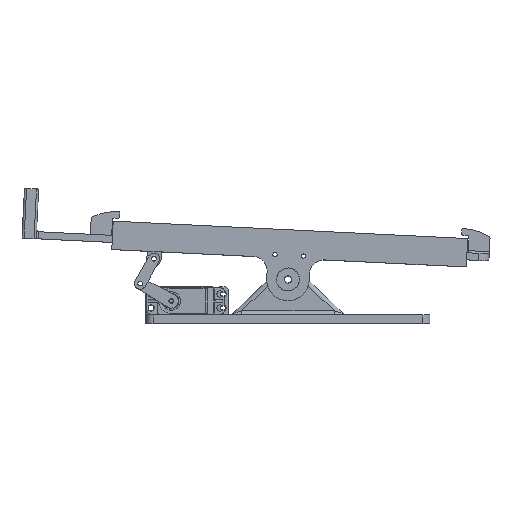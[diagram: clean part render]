
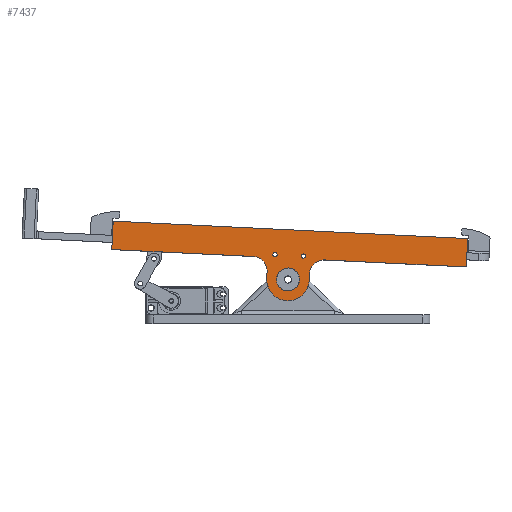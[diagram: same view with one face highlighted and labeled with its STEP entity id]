
A CAD part, top view. The second image highlights one B-rep face of the part: STEP entity #7437.
In plain terms, the highlighted face is planar.
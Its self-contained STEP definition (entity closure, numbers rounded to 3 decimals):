
#575 = DIRECTION ( 'NONE',  ( 0., 1., 0. ) ) ;
#598 = CARTESIAN_POINT ( 'NONE',  ( 30., -23.1, 125. ) ) ;
#760 = CARTESIAN_POINT ( 'NONE',  ( 30., 2., 116.5 ) ) ;
#974 = CIRCLE ( 'NONE', #17387, 10. ) ;
#1079 = EDGE_CURVE ( 'NONE', #7809, #21801, #15725, .T. ) ;
#1090 = VERTEX_POINT ( 'NONE', #2593 ) ;
#1586 = EDGE_CURVE ( 'NONE', #20751, #21801, #4060, .T. ) ;
#1653 = AXIS2_PLACEMENT_3D ( 'NONE', #3745, #9007, #5067 ) ;
#1973 = CARTESIAN_POINT ( 'NONE',  ( 30., 0., 250. ) ) ;
#2195 = EDGE_CURVE ( 'NONE', #21584, #21648, #16901, .T. ) ;
#2230 = EDGE_CURVE ( 'NONE', #15097, #11902, #8893, .T. ) ;
#2395 = AXIS2_PLACEMENT_3D ( 'NONE', #11104, #7539, #14814 ) ;
#2491 = DIRECTION ( 'NONE',  ( 0., 0., 1. ) ) ;
#2593 = CARTESIAN_POINT ( 'NONE',  ( 30., 0., 250. ) ) ;
#2819 = ORIENTED_EDGE ( 'NONE', *, *, #7536, .F. ) ;
#3367 = VERTEX_POINT ( 'NONE', #18544 ) ;
#3511 = DIRECTION ( 'NONE',  ( 0., -1., 0. ) ) ;
#3575 = FACE_BOUND ( 'NONE', #5517, .T. ) ;
#3603 = DIRECTION ( 'NONE',  ( 1., 0., 0. ) ) ;
#3745 = CARTESIAN_POINT ( 'NONE',  ( 30., 2., 135. ) ) ;
#3915 = LINE ( 'NONE', #13108, #8897 ) ;
#4060 = LINE ( 'NONE', #16838, #19405 ) ;
#4068 = CARTESIAN_POINT ( 'NONE',  ( 30., -15., 125. ) ) ;
#4330 = VECTOR ( 'NONE', #10295, 1000. ) ;
#4408 = ORIENTED_EDGE ( 'NONE', *, *, #19415, .T. ) ;
#5064 = CARTESIAN_POINT ( 'NONE',  ( 30., -6.9, 125. ) ) ;
#5067 = DIRECTION ( 'NONE',  ( 0., 0., 1. ) ) ;
#5253 = ORIENTED_EDGE ( 'NONE', *, *, #9047, .F. ) ;
#5300 = LINE ( 'NONE', #7097, #11193 ) ;
#5349 = FACE_OUTER_BOUND ( 'NONE', #9919, .T. ) ;
#5362 = CIRCLE ( 'NONE', #22564, 15. ) ;
#5517 = EDGE_LOOP ( 'NONE', ( #6456, #2819 ) ) ;
#5592 = CARTESIAN_POINT ( 'NONE',  ( 30., 0., 250. ) ) ;
#5888 = CARTESIAN_POINT ( 'NONE',  ( 30., -10., 110. ) ) ;
#6339 = CARTESIAN_POINT ( 'NONE',  ( 30., -10., 100. ) ) ;
#6371 = CARTESIAN_POINT ( 'NONE',  ( 30., 0., 0. ) ) ;
#6456 = ORIENTED_EDGE ( 'NONE', *, *, #2195, .F. ) ;
#6566 = DIRECTION ( 'NONE',  ( 1., 0., 0. ) ) ;
#6644 = DIRECTION ( 'NONE',  ( 0., 0., -1. ) ) ;
#7075 = AXIS2_PLACEMENT_3D ( 'NONE', #5592, #19824, #11203 ) ;
#7094 = DIRECTION ( 'NONE',  ( -1., 0., 0. ) ) ;
#7097 = CARTESIAN_POINT ( 'NONE',  ( 30., -15., 140. ) ) ;
#7153 = DIRECTION ( 'NONE',  ( 0., 1., 0. ) ) ;
#7206 = DIRECTION ( 'NONE',  ( 0., 0., 1. ) ) ;
#7407 = VECTOR ( 'NONE', #6644, 1000. ) ;
#7435 = EDGE_CURVE ( 'NONE', #23465, #21696, #974, .T. ) ;
#7437 = ADVANCED_FACE ( 'NONE', ( #20075, #12980, #5349, #3575 ), #20190, .F. ) ;
#7515 = CARTESIAN_POINT ( 'NONE',  ( 30., -10., 150. ) ) ;
#7536 = EDGE_CURVE ( 'NONE', #21648, #21584, #13529, .T. ) ;
#7539 = DIRECTION ( 'NONE',  ( -1., 0., 0. ) ) ;
#7656 = ORIENTED_EDGE ( 'NONE', *, *, #12672, .T. ) ;
#7809 = VERTEX_POINT ( 'NONE', #10831 ) ;
#7959 = CARTESIAN_POINT ( 'NONE',  ( 30., 0., 250. ) ) ;
#8305 = CIRCLE ( 'NONE', #16696, 10. ) ;
#8322 = VECTOR ( 'NONE', #9500, 1000. ) ;
#8345 = EDGE_CURVE ( 'NONE', #12568, #8408, #8305, .T. ) ;
#8408 = VERTEX_POINT ( 'NONE', #16014 ) ;
#8421 = ORIENTED_EDGE ( 'NONE', *, *, #18981, .T. ) ;
#8466 = ORIENTED_EDGE ( 'NONE', *, *, #1079, .F. ) ;
#8824 = ORIENTED_EDGE ( 'NONE', *, *, #12458, .T. ) ;
#8893 = CIRCLE ( 'NONE', #2395, 1.5 ) ;
#8897 = VECTOR ( 'NONE', #11425, 1000. ) ;
#9007 = DIRECTION ( 'NONE',  ( -1., 0., 0. ) ) ;
#9047 = EDGE_CURVE ( 'NONE', #1090, #7809, #20631, .T. ) ;
#9288 = CARTESIAN_POINT ( 'NONE',  ( 30., 2., 136.5 ) ) ;
#9500 = DIRECTION ( 'NONE',  ( 0., 1., 0. ) ) ;
#9669 = VERTEX_POINT ( 'NONE', #12491 ) ;
#9797 = CARTESIAN_POINT ( 'NONE',  ( 30., -10., 140. ) ) ;
#9919 = EDGE_LOOP ( 'NONE', ( #11127, #8466, #5253, #7656, #21834, #4408, #20665, #13097, #18167, #8421 ) ) ;
#10295 = DIRECTION ( 'NONE',  ( 0., 0., -1. ) ) ;
#10430 = AXIS2_PLACEMENT_3D ( 'NONE', #19228, #21019, #2491 ) ;
#10655 = CARTESIAN_POINT ( 'NONE',  ( 30., -15., 140. ) ) ;
#10831 = CARTESIAN_POINT ( 'NONE',  ( 30., 20., 250. ) ) ;
#10944 = DIRECTION ( 'NONE',  ( 0., 0., -1. ) ) ;
#11060 = EDGE_LOOP ( 'NONE', ( #18389, #12339 ) ) ;
#11104 = CARTESIAN_POINT ( 'NONE',  ( 30., 2., 115. ) ) ;
#11127 = ORIENTED_EDGE ( 'NONE', *, *, #1586, .T. ) ;
#11153 = CIRCLE ( 'NONE', #23394, 1.5 ) ;
#11168 = CIRCLE ( 'NONE', #1653, 1.5 ) ;
#11193 = VECTOR ( 'NONE', #3511, 1000. ) ;
#11203 = DIRECTION ( 'NONE',  ( 0., -1., 0. ) ) ;
#11425 = DIRECTION ( 'NONE',  ( 0., 1., 0. ) ) ;
#11902 = VERTEX_POINT ( 'NONE', #12148 ) ;
#12148 = CARTESIAN_POINT ( 'NONE',  ( 30., 2., 113.5 ) ) ;
#12339 = ORIENTED_EDGE ( 'NONE', *, *, #18639, .T. ) ;
#12458 = EDGE_CURVE ( 'NONE', #9669, #14719, #11168, .T. ) ;
#12491 = CARTESIAN_POINT ( 'NONE',  ( 30., 2., 133.5 ) ) ;
#12568 = VERTEX_POINT ( 'NONE', #5888 ) ;
#12672 = EDGE_CURVE ( 'NONE', #1090, #23465, #17240, .T. ) ;
#12739 = CARTESIAN_POINT ( 'NONE',  ( 30., 0., 150. ) ) ;
#12760 = CARTESIAN_POINT ( 'NONE',  ( 30., 20., 0. ) ) ;
#12980 = FACE_BOUND ( 'NONE', #18147, .T. ) ;
#13097 = ORIENTED_EDGE ( 'NONE', *, *, #21958, .T. ) ;
#13108 = CARTESIAN_POINT ( 'NONE',  ( 30., -15., 110. ) ) ;
#13124 = EDGE_CURVE ( 'NONE', #21027, #3367, #5362, .T. ) ;
#13232 = CARTESIAN_POINT ( 'NONE',  ( 30., -15., 125. ) ) ;
#13375 = DIRECTION ( 'NONE',  ( -1., 0., 0. ) ) ;
#13529 = CIRCLE ( 'NONE', #16585, 8.1 ) ;
#13631 = DIRECTION ( 'NONE',  ( 0., -1., 0. ) ) ;
#13869 = VECTOR ( 'NONE', #10944, 1000. ) ;
#14719 = VERTEX_POINT ( 'NONE', #9288 ) ;
#14814 = DIRECTION ( 'NONE',  ( 0., 0., 1. ) ) ;
#15097 = VERTEX_POINT ( 'NONE', #760 ) ;
#15160 = DIRECTION ( 'NONE',  ( 1., 0., 0. ) ) ;
#15462 = CARTESIAN_POINT ( 'NONE',  ( 30., 0., 250. ) ) ;
#15658 = CARTESIAN_POINT ( 'NONE',  ( 30., -15., 125. ) ) ;
#15725 = LINE ( 'NONE', #23034, #7407 ) ;
#16014 = CARTESIAN_POINT ( 'NONE',  ( 30., 0., 100. ) ) ;
#16158 = AXIS2_PLACEMENT_3D ( 'NONE', #4068, #3603, #19979 ) ;
#16585 = AXIS2_PLACEMENT_3D ( 'NONE', #13232, #15160, #575 ) ;
#16696 = AXIS2_PLACEMENT_3D ( 'NONE', #6339, #13375, #13631 ) ;
#16838 = CARTESIAN_POINT ( 'NONE',  ( 30., 0., 0. ) ) ;
#16901 = CIRCLE ( 'NONE', #16158, 8.1 ) ;
#17107 = DIRECTION ( 'NONE',  ( 0., 1., 0. ) ) ;
#17240 = LINE ( 'NONE', #15462, #4330 ) ;
#17303 = CIRCLE ( 'NONE', #10430, 1.5 ) ;
#17387 = AXIS2_PLACEMENT_3D ( 'NONE', #7515, #21992, #7153 ) ;
#18147 = EDGE_LOOP ( 'NONE', ( #18261, #8824 ) ) ;
#18167 = ORIENTED_EDGE ( 'NONE', *, *, #8345, .T. ) ;
#18261 = ORIENTED_EDGE ( 'NONE', *, *, #22752, .T. ) ;
#18389 = ORIENTED_EDGE ( 'NONE', *, *, #2230, .T. ) ;
#18544 = CARTESIAN_POINT ( 'NONE',  ( 30., -15., 110. ) ) ;
#18639 = EDGE_CURVE ( 'NONE', #11902, #15097, #17303, .T. ) ;
#18981 = EDGE_CURVE ( 'NONE', #8408, #20751, #21960, .T. ) ;
#19228 = CARTESIAN_POINT ( 'NONE',  ( 30., 2., 115. ) ) ;
#19405 = VECTOR ( 'NONE', #22115, 1000. ) ;
#19415 = EDGE_CURVE ( 'NONE', #21696, #21027, #5300, .T. ) ;
#19824 = DIRECTION ( 'NONE',  ( -1., 0., 0. ) ) ;
#19979 = DIRECTION ( 'NONE',  ( 0., 1., 0. ) ) ;
#20075 = FACE_BOUND ( 'NONE', #11060, .T. ) ;
#20190 = PLANE ( 'NONE',  #7075 ) ;
#20631 = LINE ( 'NONE', #7959, #8322 ) ;
#20665 = ORIENTED_EDGE ( 'NONE', *, *, #13124, .T. ) ;
#20751 = VERTEX_POINT ( 'NONE', #6371 ) ;
#21019 = DIRECTION ( 'NONE',  ( -1., 0., 0. ) ) ;
#21027 = VERTEX_POINT ( 'NONE', #10655 ) ;
#21584 = VERTEX_POINT ( 'NONE', #5064 ) ;
#21648 = VERTEX_POINT ( 'NONE', #598 ) ;
#21696 = VERTEX_POINT ( 'NONE', #9797 ) ;
#21801 = VERTEX_POINT ( 'NONE', #12760 ) ;
#21834 = ORIENTED_EDGE ( 'NONE', *, *, #7435, .T. ) ;
#21958 = EDGE_CURVE ( 'NONE', #3367, #12568, #3915, .T. ) ;
#21960 = LINE ( 'NONE', #1973, #13869 ) ;
#21992 = DIRECTION ( 'NONE',  ( -1., 0., 0. ) ) ;
#22115 = DIRECTION ( 'NONE',  ( 0., 1., 0. ) ) ;
#22564 = AXIS2_PLACEMENT_3D ( 'NONE', #15658, #6566, #17107 ) ;
#22752 = EDGE_CURVE ( 'NONE', #14719, #9669, #11153, .T. ) ;
#23034 = CARTESIAN_POINT ( 'NONE',  ( 30., 20., 250. ) ) ;
#23394 = AXIS2_PLACEMENT_3D ( 'NONE', #23494, #7094, #7206 ) ;
#23465 = VERTEX_POINT ( 'NONE', #12739 ) ;
#23494 = CARTESIAN_POINT ( 'NONE',  ( 30., 2., 135. ) ) ;
